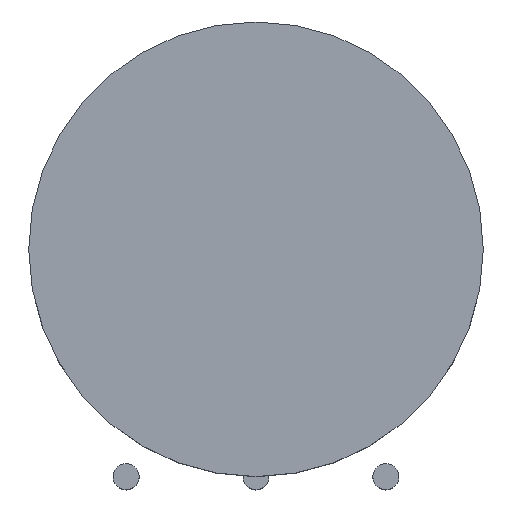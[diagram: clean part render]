
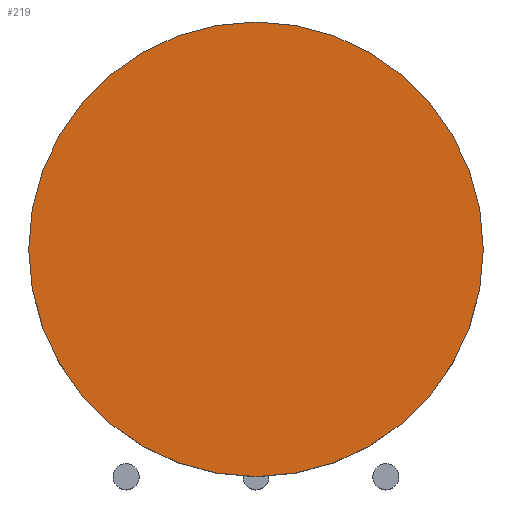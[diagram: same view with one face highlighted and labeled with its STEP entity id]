
A CAD part, top view. The second image highlights one B-rep face of the part: STEP entity #219.
In plain terms, the highlighted planar face has unit normal (0, 0, 1).
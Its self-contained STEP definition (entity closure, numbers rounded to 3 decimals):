
#55 = VERTEX_POINT('',#56);
#56 = CARTESIAN_POINT('',(4.,0.,3.4));
#63 = CYLINDRICAL_SURFACE('',#64,7.);
#64 = AXIS2_PLACEMENT_3D('',#65,#66,#67);
#65 = CARTESIAN_POINT('',(4.,7.,0.));
#66 = DIRECTION('',(-0.,-0.,-1.));
#67 = DIRECTION('',(1.,0.,0.));
#75 = CYLINDRICAL_SURFACE('',#76,7.);
#76 = AXIS2_PLACEMENT_3D('',#77,#78,#79);
#77 = CARTESIAN_POINT('',(4.,7.,0.));
#78 = DIRECTION('',(-0.,-0.,-1.));
#79 = DIRECTION('',(1.,0.,0.));
#87 = EDGE_CURVE('',#55,#88,#90,.T.);
#88 = VERTEX_POINT('',#89);
#89 = CARTESIAN_POINT('',(4.,14.,3.4));
#90 = SURFACE_CURVE('',#91,(#96,#103),.PCURVE_S1.);
#91 = CIRCLE('',#92,7.);
#92 = AXIS2_PLACEMENT_3D('',#93,#94,#95);
#93 = CARTESIAN_POINT('',(4.,7.,3.4));
#94 = DIRECTION('',(0.,0.,1.));
#95 = DIRECTION('',(1.,0.,0.));
#96 = PCURVE('',#63,#97);
#97 = DEFINITIONAL_REPRESENTATION('',(#98),#102);
#98 = LINE('',#99,#100);
#99 = CARTESIAN_POINT('',(-0.,-3.4));
#100 = VECTOR('',#101,1.);
#101 = DIRECTION('',(-1.,0.));
#102 = ( GEOMETRIC_REPRESENTATION_CONTEXT(2) 
PARAMETRIC_REPRESENTATION_CONTEXT() REPRESENTATION_CONTEXT('2D SPACE',''
  ) );
#103 = PCURVE('',#104,#109);
#104 = PLANE('',#105);
#105 = AXIS2_PLACEMENT_3D('',#106,#107,#108);
#106 = CARTESIAN_POINT('',(4.,7.,3.4));
#107 = DIRECTION('',(0.,0.,1.));
#108 = DIRECTION('',(1.,0.,0.));
#109 = DEFINITIONAL_REPRESENTATION('',(#110),#114);
#110 = CIRCLE('',#111,7.);
#111 = AXIS2_PLACEMENT_2D('',#112,#113);
#112 = CARTESIAN_POINT('',(0.,0.));
#113 = DIRECTION('',(1.,0.));
#114 = ( GEOMETRIC_REPRESENTATION_CONTEXT(2) 
PARAMETRIC_REPRESENTATION_CONTEXT() REPRESENTATION_CONTEXT('2D SPACE',''
  ) );
#170 = EDGE_CURVE('',#88,#55,#171,.T.);
#171 = SURFACE_CURVE('',#172,(#177,#184),.PCURVE_S1.);
#172 = CIRCLE('',#173,7.);
#173 = AXIS2_PLACEMENT_3D('',#174,#175,#176);
#174 = CARTESIAN_POINT('',(4.,7.,3.4));
#175 = DIRECTION('',(0.,0.,1.));
#176 = DIRECTION('',(1.,0.,0.));
#177 = PCURVE('',#75,#178);
#178 = DEFINITIONAL_REPRESENTATION('',(#179),#183);
#179 = LINE('',#180,#181);
#180 = CARTESIAN_POINT('',(-0.,-3.4));
#181 = VECTOR('',#182,1.);
#182 = DIRECTION('',(-1.,0.));
#183 = ( GEOMETRIC_REPRESENTATION_CONTEXT(2) 
PARAMETRIC_REPRESENTATION_CONTEXT() REPRESENTATION_CONTEXT('2D SPACE',''
  ) );
#184 = PCURVE('',#104,#185);
#185 = DEFINITIONAL_REPRESENTATION('',(#186),#190);
#186 = CIRCLE('',#187,7.);
#187 = AXIS2_PLACEMENT_2D('',#188,#189);
#188 = CARTESIAN_POINT('',(0.,0.));
#189 = DIRECTION('',(1.,0.));
#190 = ( GEOMETRIC_REPRESENTATION_CONTEXT(2) 
PARAMETRIC_REPRESENTATION_CONTEXT() REPRESENTATION_CONTEXT('2D SPACE',''
  ) );
#219 = ADVANCED_FACE('',(#220),#104,.T.);
#220 = FACE_BOUND('',#221,.T.);
#221 = EDGE_LOOP('',(#222,#223));
#222 = ORIENTED_EDGE('',*,*,#87,.T.);
#223 = ORIENTED_EDGE('',*,*,#170,.T.);
